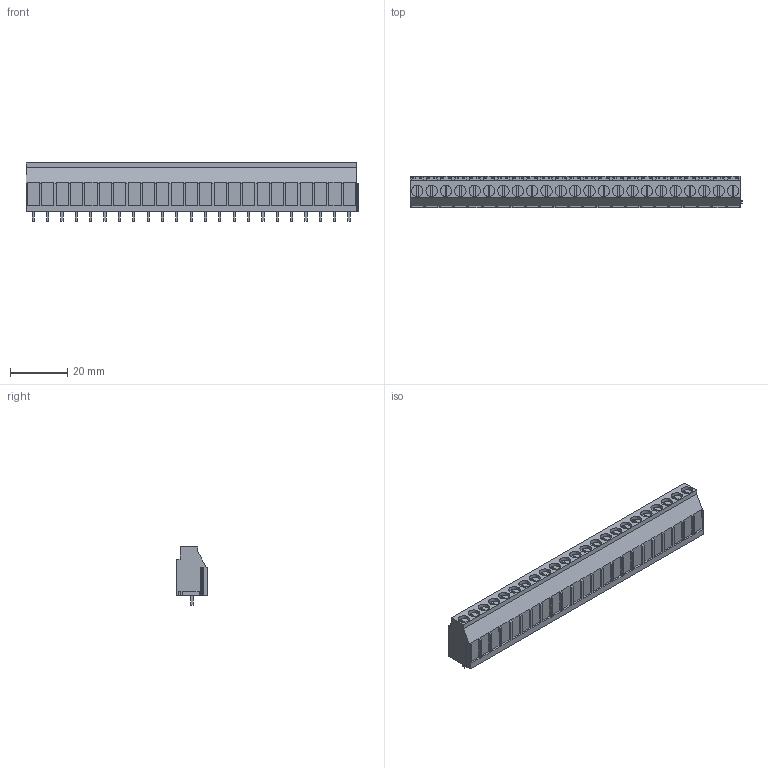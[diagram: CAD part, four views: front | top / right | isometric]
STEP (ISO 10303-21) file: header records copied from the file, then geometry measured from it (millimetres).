
FILE_DESCRIPTION(('CATIA V5 STEP Exchange','CAx-IF Rec.Pracs.--- Model Styling and Organization---1.4--- 2014-01-23'),'2;1');
FILE_NAME ('D1450287_0_1251420000_1251420000.stp','2019-02-28T09:59:43+00:00',('none'),('Weidmueller'),'CATIA Version 5-6 Release 2016 SP3 HF44','CATIA V5 STEP AP214','none');
FILE_SCHEMA(('AUTOMOTIVE_DESIGN { 1 0 10303 214 1 1 1 1 }'));
Length unit declared in the file: millimetre
Products named in the file (1): 1251420000
Bounding box: 115.65 x 11 x 20.3 mm (x, y, z)
Volume: 16672.5 mm3; surface area: 9537.9 mm2
Topology: 1 solids, 1 shells, 1039 faces, 2789 edges, 1844 vertices
Faces by surface type: plane 993, cylinder 46
Entity records: 30767 total; most frequent: ORIENTED_EDGE 5578, CARTESIAN_POINT 5517, DIRECTION 4049, EDGE_CURVE 2789, VECTOR 2605, LINE 2605, VERTEX_POINT 1844, EDGE_LOOP 1131
